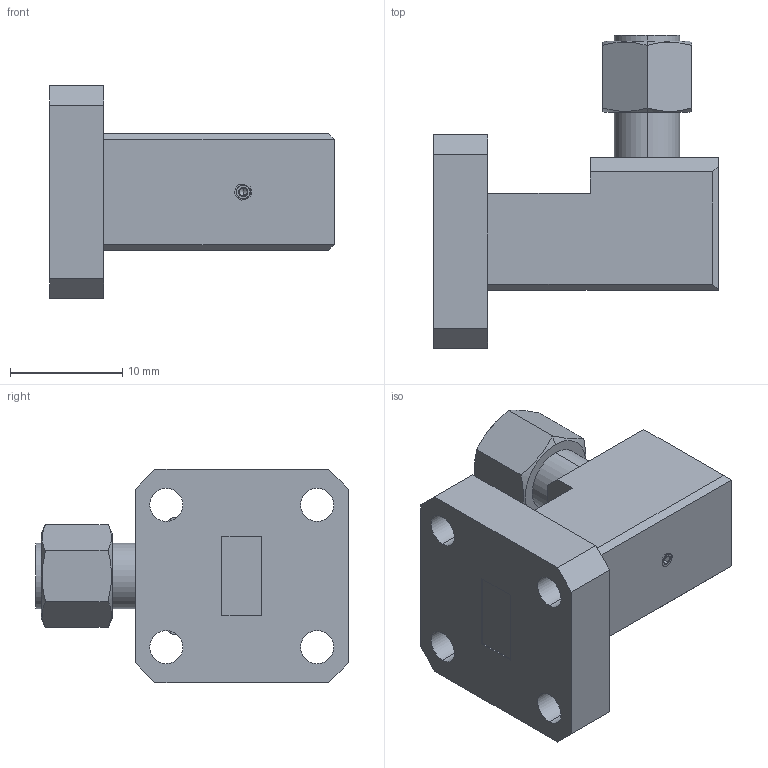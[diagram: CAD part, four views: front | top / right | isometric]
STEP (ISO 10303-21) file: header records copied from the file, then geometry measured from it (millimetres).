
FILE_DESCRIPTION (( 'STEP AP203' ), '1' );
FILE_NAME ('SWC-282M-R1.STEP', '2018-11-08T18:52:25', ( '' ), ( '' ), 'SwSTEP 2.0', 'SolidWorks 2016', '' );
FILE_SCHEMA (( 'CONFIG_CONTROL_DESIGN' ));
Length unit declared in the file: inch
Products named in the file (1): SWC-282M-R1
Bounding box: 25.4 x 27.93 x 19.05 mm (x, y, z)
Volume: 4184.2 mm3; surface area: 2828.3 mm2
Topology: 4 solids, 4 shells, 277 faces, 664 edges, 399 vertices
Faces by surface type: cone 110, cylinder 97, plane 70
Entity records: 8995 total; most frequent: CARTESIAN_POINT 2788, ORIENTED_EDGE 1312, DIRECTION 1198, EDGE_CURVE 656, AXIS2_PLACEMENT_3D 453, VERTEX_POINT 399, EDGE_LOOP 299, LINE 292
